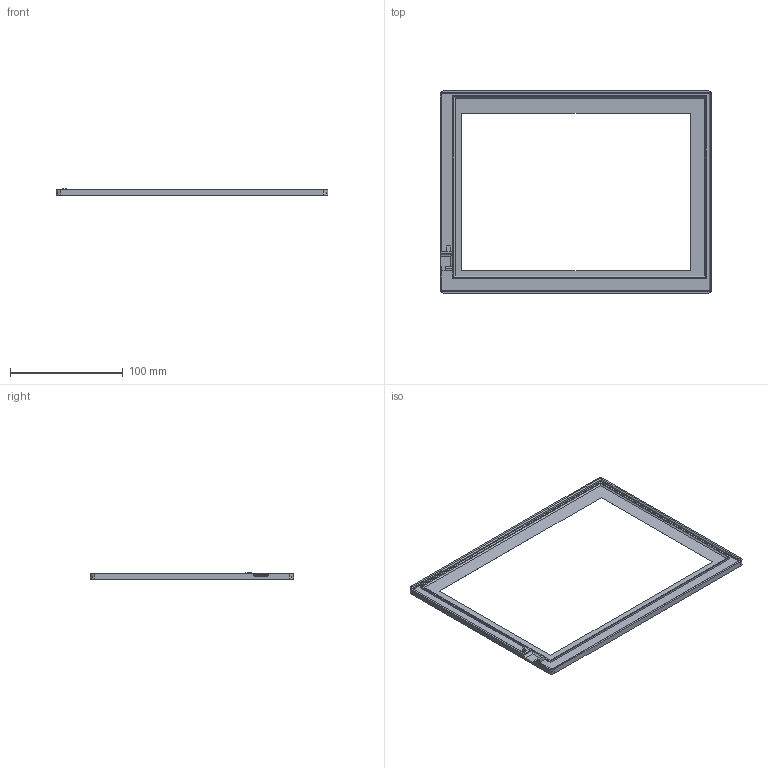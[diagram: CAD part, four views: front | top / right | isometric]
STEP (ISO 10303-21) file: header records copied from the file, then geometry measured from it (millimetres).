
FILE_DESCRIPTION(/* description */ (''),/* implementation_level */ '2;1');
FILE_NAME(/* name */ 'Inkplate 10 v1.3.0. Top Logo v4.step',/* time_stamp */ '2024-06-06T08:07:27+02:00',/* author */ (''),/* organization */ (''),/* preprocessor_version */ 'ST-DEVELOPER v20',/* originating_system */ 'Autodesk Translation Framework v13.14.0.145',/* authorisation */ '');
FILE_SCHEMA (('AUTOMOTIVE_DESIGN { 1 0 10303 214 3 1 1 }'));
Length unit declared in the file: millimetre
Products named in the file (1): Inkplate 10 v1.3.0. Top Logo
Bounding box: 241 x 180 x 5.6 mm (x, y, z)
Volume: 31908 mm3; surface area: 40208.4 mm2
Topology: 1 solids, 1 shells, 125 faces, 337 edges, 217 vertices
Faces by surface type: plane 81, bspline 28, cone 8, cylinder 8
Entity records: 4108 total; most frequent: CARTESIAN_POINT 1172, ORIENTED_EDGE 674, DIRECTION 505, EDGE_CURVE 337, LINE 253, VECTOR 253, VERTEX_POINT 217, EDGE_LOOP 130
